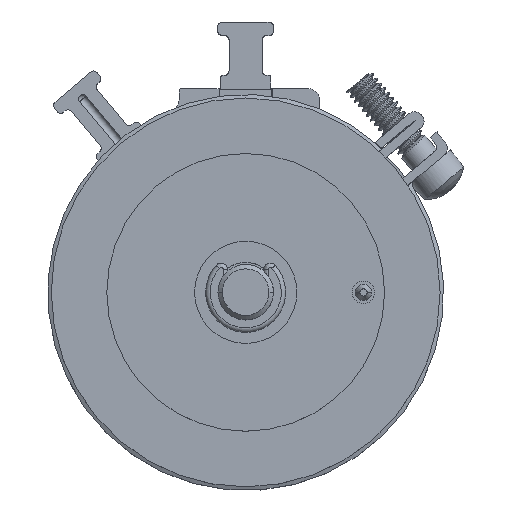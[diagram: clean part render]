
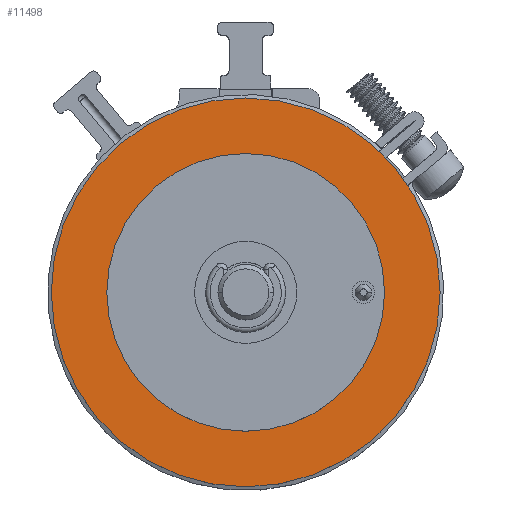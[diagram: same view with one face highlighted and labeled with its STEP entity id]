
A CAD part, top view. The second image highlights one B-rep face of the part: STEP entity #11498.
In plain terms, the highlighted planar face has unit normal (0, 0, 1).
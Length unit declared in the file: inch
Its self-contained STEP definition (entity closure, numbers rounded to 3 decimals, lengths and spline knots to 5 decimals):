
#1015=CARTESIAN_POINT('',(0.,0.,0.133));
#1016=DIRECTION('',(0.,0.,1.));
#1017=DIRECTION('',(1.,0.,0.));
#1018=AXIS2_PLACEMENT_3D('',#1015,#1016,#1017);
#1029=CARTESIAN_POINT('',(0.,0.,0.133));
#1030=DIRECTION('',(0.,0.,-1.));
#1031=DIRECTION('',(1.,0.,0.));
#1032=AXIS2_PLACEMENT_3D('',#1029,#1030,#1031);
#1038=CARTESIAN_POINT('',(0.,0.,0.133));
#1039=DIRECTION('',(0.,0.,1.));
#1040=DIRECTION('',(1.,0.,0.));
#1041=AXIS2_PLACEMENT_3D('',#1038,#1039,#1040);
#1043=CARTESIAN_POINT('',(0.,0.,0.133));
#1044=DIRECTION('',(0.,0.,-1.));
#1045=DIRECTION('',(1.,0.,0.));
#1046=AXIS2_PLACEMENT_3D('',#1043,#1044,#1045);
#9289=CARTESIAN_POINT('',(0.3125,0.,0.133));
#9291=VERTEX_POINT('',#9289);
#9293=CARTESIAN_POINT('',(-0.3125,0.,0.133));
#9295=VERTEX_POINT('',#9293);
#9296=CARTESIAN_POINT('',(0.4375,0.,0.133));
#9297=CARTESIAN_POINT('',(-0.4375,0.,0.133));
#9298=VERTEX_POINT('',#9296);
#9299=VERTEX_POINT('',#9297);
#11483=CARTESIAN_POINT('',(0.,0.,0.133));
#11484=DIRECTION('',(0.,0.,1.));
#11485=DIRECTION('',(-1.,0.,0.));
#11486=AXIS2_PLACEMENT_3D('',#11483,#11484,#11485);
#11487=PLANE('',#11486);
#11488=ORIENTED_EDGE('',*,*,#11477,.T.);
#11489=ORIENTED_EDGE('',*,*,#11463,.F.);
#11490=EDGE_LOOP('',(#11488,#11489));
#11491=FACE_OUTER_BOUND('',#11490,.F.);
#11493=ORIENTED_EDGE('',*,*,#11492,.T.);
#11495=ORIENTED_EDGE('',*,*,#11494,.F.);
#11496=EDGE_LOOP('',(#11493,#11495));
#11497=FACE_BOUND('',#11496,.F.);
#11498=ADVANCED_FACE('',(#11491,#11497),#11487,.T.);
#1019=CIRCLE('',#1018,0.4375);
#1033=CIRCLE('',#1032,0.4375);
#1042=CIRCLE('',#1041,0.3125);
#1047=CIRCLE('',#1046,0.3125);
#11463=EDGE_CURVE('',#9298,#9299,#1019,.T.);
#11477=EDGE_CURVE('',#9298,#9299,#1033,.T.);
#11492=EDGE_CURVE('',#9291,#9295,#1042,.T.);
#11494=EDGE_CURVE('',#9291,#9295,#1047,.T.);
